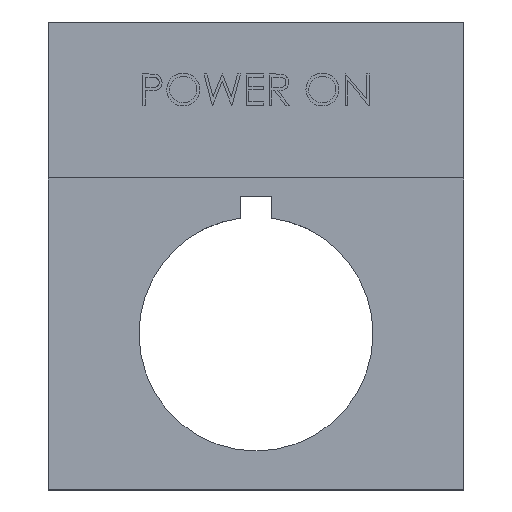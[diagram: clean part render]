
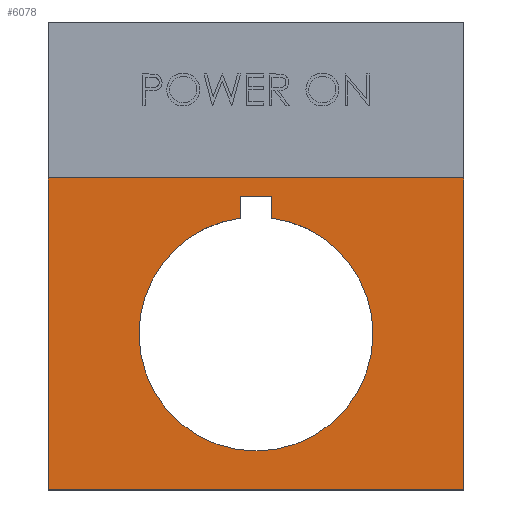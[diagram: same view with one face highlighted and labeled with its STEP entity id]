
A CAD part, top view. The second image highlights one B-rep face of the part: STEP entity #6078.
In plain terms, the highlighted planar face has unit normal (0, 0, 1).
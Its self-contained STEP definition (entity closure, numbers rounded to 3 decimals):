
#93 = LINE ( 'NONE', #1361, #4918 ) ;
#138 = DIRECTION ( 'NONE',  ( 0., 0., 1. ) ) ;
#160 = CARTESIAN_POINT ( 'NONE',  ( 1.5, 11.15, 0.5 ) ) ;
#433 = CARTESIAN_POINT ( 'NONE',  ( -20., 15., 0.5 ) ) ;
#443 = VECTOR ( 'NONE', #5481, 1000. ) ;
#509 = CARTESIAN_POINT ( 'NONE',  ( 20., -15., 0.5 ) ) ;
#737 = ORIENTED_EDGE ( 'NONE', *, *, #3135, .F. ) ;
#752 = ORIENTED_EDGE ( 'NONE', *, *, #4975, .F. ) ;
#847 = EDGE_CURVE ( 'NONE', #1261, #4171, #1956, .T. ) ;
#860 = VECTOR ( 'NONE', #2593, 1000. ) ;
#866 = LINE ( 'NONE', #5287, #2701 ) ;
#903 = FACE_OUTER_BOUND ( 'NONE', #3472, .T. ) ;
#917 = VECTOR ( 'NONE', #2291, 1000. ) ;
#1002 = DIRECTION ( 'NONE',  ( 0., 0., 1. ) ) ;
#1081 = LINE ( 'NONE', #4816, #917 ) ;
#1122 = AXIS2_PLACEMENT_3D ( 'NONE', #5156, #138, #4743 ) ;
#1143 = CARTESIAN_POINT ( 'NONE',  ( 1.5, 13.25, 0.5 ) ) ;
#1261 = VERTEX_POINT ( 'NONE', #160 ) ;
#1310 = CARTESIAN_POINT ( 'NONE',  ( -11.25, 0., 0.5 ) ) ;
#1361 = CARTESIAN_POINT ( 'NONE',  ( -1.5, 9.25, 0.5 ) ) ;
#1465 = AXIS2_PLACEMENT_3D ( 'NONE', #5838, #4277, #3790 ) ;
#1480 = EDGE_CURVE ( 'NONE', #2962, #4593, #2167, .T. ) ;
#1538 = CARTESIAN_POINT ( 'NONE',  ( 0., 0., 0.5 ) ) ;
#1654 = DIRECTION ( 'NONE',  ( 0., -1., 0. ) ) ;
#1773 = DIRECTION ( 'NONE',  ( 1., 0., 0. ) ) ;
#1795 = EDGE_LOOP ( 'NONE', ( #737, #2834, #2842, #1904, #2050, #2676 ) ) ;
#1904 = ORIENTED_EDGE ( 'NONE', *, *, #5722, .F. ) ;
#1956 = LINE ( 'NONE', #2364, #443 ) ;
#1994 = VECTOR ( 'NONE', #4703, 1000. ) ;
#2037 = ORIENTED_EDGE ( 'NONE', *, *, #1480, .F. ) ;
#2050 = ORIENTED_EDGE ( 'NONE', *, *, #3655, .F. ) ;
#2114 = ORIENTED_EDGE ( 'NONE', *, *, #2264, .T. ) ;
#2167 = LINE ( 'NONE', #5142, #3293 ) ;
#2171 = EDGE_CURVE ( 'NONE', #6385, #1261, #4839, .T. ) ;
#2264 = EDGE_CURVE ( 'NONE', #5050, #4593, #866, .T. ) ;
#2291 = DIRECTION ( 'NONE',  ( 1., 0., 0. ) ) ;
#2364 = CARTESIAN_POINT ( 'NONE',  ( 1.5, 9.25, 0.5 ) ) ;
#2593 = DIRECTION ( 'NONE',  ( 0., -1., 0. ) ) ;
#2676 = ORIENTED_EDGE ( 'NONE', *, *, #5506, .F. ) ;
#2701 = VECTOR ( 'NONE', #1773, 1000. ) ;
#2834 = ORIENTED_EDGE ( 'NONE', *, *, #847, .F. ) ;
#2842 = ORIENTED_EDGE ( 'NONE', *, *, #2171, .F. ) ;
#2962 = VERTEX_POINT ( 'NONE', #3498 ) ;
#3036 = CARTESIAN_POINT ( 'NONE',  ( 0., 0., 0.5 ) ) ;
#3078 = CARTESIAN_POINT ( 'NONE',  ( -1.5, 13.25, 0.5 ) ) ;
#3095 = EDGE_CURVE ( 'NONE', #3406, #5050, #6091, .T. ) ;
#3135 = EDGE_CURVE ( 'NONE', #4171, #3454, #6331, .T. ) ;
#3255 = CIRCLE ( 'NONE', #3569, 11.25 ) ;
#3293 = VECTOR ( 'NONE', #1654, 1000. ) ;
#3336 = CARTESIAN_POINT ( 'NONE',  ( -20., -15., 0.5 ) ) ;
#3406 = VERTEX_POINT ( 'NONE', #433 ) ;
#3454 = VERTEX_POINT ( 'NONE', #5669 ) ;
#3472 = EDGE_LOOP ( 'NONE', ( #2037, #752, #4411, #2114 ) ) ;
#3498 = CARTESIAN_POINT ( 'NONE',  ( 20., 15., 0.5 ) ) ;
#3569 = AXIS2_PLACEMENT_3D ( 'NONE', #3036, #1002, #5568 ) ;
#3612 = CARTESIAN_POINT ( 'NONE',  ( -20., 30., 0.5 ) ) ;
#3655 = EDGE_CURVE ( 'NONE', #6115, #4736, #3255, .T. ) ;
#3790 = DIRECTION ( 'NONE',  ( -1., 0., 0. ) ) ;
#3892 = AXIS2_PLACEMENT_3D ( 'NONE', #1538, #6086, #5076 ) ;
#4171 = VERTEX_POINT ( 'NONE', #1143 ) ;
#4277 = DIRECTION ( 'NONE',  ( 0., 0., -1. ) ) ;
#4411 = ORIENTED_EDGE ( 'NONE', *, *, #3095, .T. ) ;
#4593 = VERTEX_POINT ( 'NONE', #509 ) ;
#4703 = DIRECTION ( 'NONE',  ( -1., 0., 0. ) ) ;
#4736 = VERTEX_POINT ( 'NONE', #1310 ) ;
#4743 = DIRECTION ( 'NONE',  ( 1., 0., 0. ) ) ;
#4816 = CARTESIAN_POINT ( 'NONE',  ( -20., 15., 0.5 ) ) ;
#4839 = CIRCLE ( 'NONE', #1122, 11.25 ) ;
#4918 = VECTOR ( 'NONE', #6264, 1000. ) ;
#4975 = EDGE_CURVE ( 'NONE', #3406, #2962, #1081, .T. ) ;
#5050 = VERTEX_POINT ( 'NONE', #3336 ) ;
#5076 = DIRECTION ( 'NONE',  ( 1., 0., 0. ) ) ;
#5142 = CARTESIAN_POINT ( 'NONE',  ( 20., 30., 0.5 ) ) ;
#5156 = CARTESIAN_POINT ( 'NONE',  ( 0., 0., 0.5 ) ) ;
#5287 = CARTESIAN_POINT ( 'NONE',  ( -20., -15., 0.5 ) ) ;
#5481 = DIRECTION ( 'NONE',  ( 0., 1., 0. ) ) ;
#5506 = EDGE_CURVE ( 'NONE', #3454, #6115, #93, .T. ) ;
#5568 = DIRECTION ( 'NONE',  ( 1., 0., 0. ) ) ;
#5616 = CIRCLE ( 'NONE', #3892, 11.25 ) ;
#5669 = CARTESIAN_POINT ( 'NONE',  ( -1.5, 13.25, 0.5 ) ) ;
#5722 = EDGE_CURVE ( 'NONE', #4736, #6385, #5616, .T. ) ;
#5743 = FACE_BOUND ( 'NONE', #1795, .T. ) ;
#5799 = PLANE ( 'NONE',  #1465 ) ;
#5817 = CARTESIAN_POINT ( 'NONE',  ( -1.5, 11.15, 0.5 ) ) ;
#5833 = CARTESIAN_POINT ( 'NONE',  ( 11.25, 0., 0.5 ) ) ;
#5838 = CARTESIAN_POINT ( 'NONE',  ( 0., 0., 0.5 ) ) ;
#6078 = ADVANCED_FACE ( 'NONE', ( #5743, #903 ), #5799, .F. ) ;
#6086 = DIRECTION ( 'NONE',  ( 0., 0., 1. ) ) ;
#6091 = LINE ( 'NONE', #3612, #860 ) ;
#6115 = VERTEX_POINT ( 'NONE', #5817 ) ;
#6264 = DIRECTION ( 'NONE',  ( 0., -1., 0. ) ) ;
#6331 = LINE ( 'NONE', #3078, #1994 ) ;
#6385 = VERTEX_POINT ( 'NONE', #5833 ) ;
